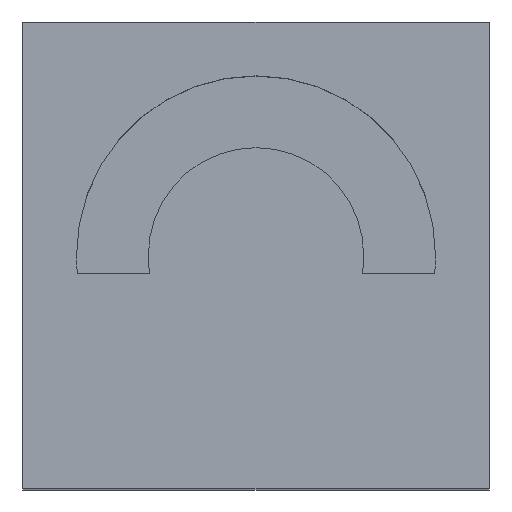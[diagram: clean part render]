
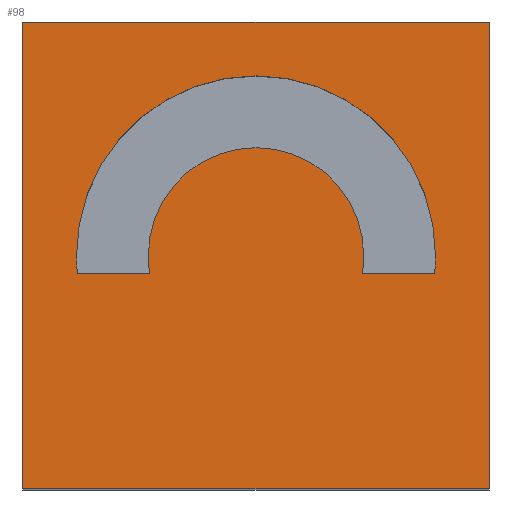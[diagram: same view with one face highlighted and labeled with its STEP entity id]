
A CAD part, top view. The second image highlights one B-rep face of the part: STEP entity #98.
In plain terms, the highlighted planar face has unit normal (0, 0, 1).
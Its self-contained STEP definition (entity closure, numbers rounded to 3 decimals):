
#1 = VERTEX_POINT ( 'NONE', #446 ) ;
#4 = ORIENTED_EDGE ( 'NONE', *, *, #313, .T. ) ;
#6 = DIRECTION ( 'NONE',  ( -1., 0., 0. ) ) ;
#9 = CARTESIAN_POINT ( 'NONE',  ( 5., -29.58, 200. ) ) ;
#13 = EDGE_CURVE ( 'NONE', #437, #20, #102, .T. ) ;
#20 = VERTEX_POINT ( 'NONE', #106 ) ;
#21 = AXIS2_PLACEMENT_3D ( 'NONE', #35, #157, #512 ) ;
#23 = CARTESIAN_POINT ( 'NONE',  ( 0., 0., 200. ) ) ;
#29 = LINE ( 'NONE', #350, #232 ) ;
#30 = CARTESIAN_POINT ( 'NONE',  ( 0., 0., 200. ) ) ;
#33 = LINE ( 'NONE', #352, #229 ) ;
#35 = CARTESIAN_POINT ( 'NONE',  ( 0., 0., 200. ) ) ;
#42 = VERTEX_POINT ( 'NONE', #191 ) ;
#50 = VERTEX_POINT ( 'NONE', #428 ) ;
#60 = DIRECTION ( 'NONE',  ( 0., 0., 1. ) ) ;
#61 = VECTOR ( 'NONE', #207, 1000. ) ;
#65 = DIRECTION ( 'NONE',  ( 0., 0., 1. ) ) ;
#66 = AXIS2_PLACEMENT_3D ( 'NONE', #410, #335, #258 ) ;
#70 = CARTESIAN_POINT ( 'NONE',  ( 0., 0., 200. ) ) ;
#71 = ORIENTED_EDGE ( 'NONE', *, *, #387, .F. ) ;
#85 = CIRCLE ( 'NONE', #185, 50. ) ;
#88 = CIRCLE ( 'NONE', #256, 30. ) ;
#90 = ORIENTED_EDGE ( 'NONE', *, *, #330, .T. ) ;
#98 = ADVANCED_FACE ( 'NONE', ( #389, #502 ), #381, .T. ) ;
#102 = CIRCLE ( 'NONE', #226, 50. ) ;
#105 = EDGE_CURVE ( 'NONE', #124, #50, #88, .T. ) ;
#106 = CARTESIAN_POINT ( 'NONE',  ( 0., -50., 200. ) ) ;
#108 = AXIS2_PLACEMENT_3D ( 'NONE', #476, #435, #397 ) ;
#117 = ORIENTED_EDGE ( 'NONE', *, *, #178, .T. ) ;
#122 = CARTESIAN_POINT ( 'NONE',  ( 0., 50., 200. ) ) ;
#124 = VERTEX_POINT ( 'NONE', #426 ) ;
#132 = ORIENTED_EDGE ( 'NONE', *, *, #13, .F. ) ;
#141 = DIRECTION ( 'NONE',  ( 0., -1., 0. ) ) ;
#154 = CIRCLE ( 'NONE', #21, 30. ) ;
#157 = DIRECTION ( 'NONE',  ( 0., 0., 1. ) ) ;
#161 = EDGE_CURVE ( 'NONE', #332, #412, #29, .T. ) ;
#165 = CARTESIAN_POINT ( 'NONE',  ( -65., 0., 200. ) ) ;
#166 = LINE ( 'NONE', #247, #425 ) ;
#169 = CARTESIAN_POINT ( 'NONE',  ( 0., -65., 200. ) ) ;
#172 = VERTEX_POINT ( 'NONE', #250 ) ;
#173 = ORIENTED_EDGE ( 'NONE', *, *, #105, .T. ) ;
#176 = ORIENTED_EDGE ( 'NONE', *, *, #341, .T. ) ;
#178 = EDGE_CURVE ( 'NONE', #434, #42, #166, .T. ) ;
#185 = AXIS2_PLACEMENT_3D ( 'NONE', #70, #197, #318 ) ;
#191 = CARTESIAN_POINT ( 'NONE',  ( 5., -49.749, 200. ) ) ;
#197 = DIRECTION ( 'NONE',  ( 0., 0., 1. ) ) ;
#207 = DIRECTION ( 'NONE',  ( 0., -1., 0. ) ) ;
#210 = CARTESIAN_POINT ( 'NONE',  ( 5., 49.749, 200. ) ) ;
#213 = CIRCLE ( 'NONE', #66, 50. ) ;
#226 = AXIS2_PLACEMENT_3D ( 'NONE', #342, #307, #270 ) ;
#229 = VECTOR ( 'NONE', #241, 1000. ) ;
#232 = VECTOR ( 'NONE', #511, 1000. ) ;
#234 = DIRECTION ( 'NONE',  ( 0., -1., 0. ) ) ;
#241 = DIRECTION ( 'NONE',  ( 0., -1., 0. ) ) ;
#247 = CARTESIAN_POINT ( 'NONE',  ( 5., 0., 200. ) ) ;
#250 = CARTESIAN_POINT ( 'NONE',  ( -65., -65., 200. ) ) ;
#254 = ORIENTED_EDGE ( 'NONE', *, *, #400, .T. ) ;
#256 = AXIS2_PLACEMENT_3D ( 'NONE', #23, #60, #234 ) ;
#258 = DIRECTION ( 'NONE',  ( 0., -1., 0. ) ) ;
#260 = EDGE_CURVE ( 'NONE', #365, #437, #85, .T. ) ;
#264 = DIRECTION ( 'NONE',  ( -1., 0., 0. ) ) ;
#270 = DIRECTION ( 'NONE',  ( 0., -1., 0. ) ) ;
#279 = ORIENTED_EDGE ( 'NONE', *, *, #161, .F. ) ;
#293 = VERTEX_POINT ( 'NONE', #404 ) ;
#297 = CARTESIAN_POINT ( 'NONE',  ( 0., 65., 200. ) ) ;
#299 = VECTOR ( 'NONE', #264, 1000. ) ;
#307 = DIRECTION ( 'NONE',  ( 0., 0., 1. ) ) ;
#313 = EDGE_CURVE ( 'NONE', #365, #293, #33, .T. ) ;
#316 = DIRECTION ( 'NONE',  ( 0., -1., 0. ) ) ;
#318 = DIRECTION ( 'NONE',  ( 0., -1., 0. ) ) ;
#328 = LINE ( 'NONE', #165, #61 ) ;
#329 = LINE ( 'NONE', #169, #515 ) ;
#330 = EDGE_CURVE ( 'NONE', #293, #124, #154, .T. ) ;
#332 = VERTEX_POINT ( 'NONE', #402 ) ;
#335 = DIRECTION ( 'NONE',  ( 0., 0., 1. ) ) ;
#341 = EDGE_CURVE ( 'NONE', #50, #434, #421, .T. ) ;
#342 = CARTESIAN_POINT ( 'NONE',  ( 0., 0., 200. ) ) ;
#350 = CARTESIAN_POINT ( 'NONE',  ( 65., 0., 200. ) ) ;
#352 = CARTESIAN_POINT ( 'NONE',  ( 5., 0., 200. ) ) ;
#365 = VERTEX_POINT ( 'NONE', #210 ) ;
#378 = ORIENTED_EDGE ( 'NONE', *, *, #510, .F. ) ;
#381 = PLANE ( 'NONE',  #472 ) ;
#387 = EDGE_CURVE ( 'NONE', #412, #172, #329, .T. ) ;
#389 = FACE_BOUND ( 'NONE', #406, .T. ) ;
#396 = CARTESIAN_POINT ( 'NONE',  ( 65., -65., 200. ) ) ;
#397 = DIRECTION ( 'NONE',  ( 0., -1., 0. ) ) ;
#399 = ORIENTED_EDGE ( 'NONE', *, *, #503, .T. ) ;
#400 = EDGE_CURVE ( 'NONE', #1, #172, #328, .T. ) ;
#402 = CARTESIAN_POINT ( 'NONE',  ( 65., 65., 200. ) ) ;
#404 = CARTESIAN_POINT ( 'NONE',  ( 5., 29.58, 200. ) ) ;
#406 = EDGE_LOOP ( 'NONE', ( #90, #173, #176, #117, #378, #132, #456, #4 ) ) ;
#410 = CARTESIAN_POINT ( 'NONE',  ( 0., 0., 200. ) ) ;
#412 = VERTEX_POINT ( 'NONE', #396 ) ;
#421 = CIRCLE ( 'NONE', #108, 30. ) ;
#425 = VECTOR ( 'NONE', #316, 1000. ) ;
#426 = CARTESIAN_POINT ( 'NONE',  ( 0., 30., 200. ) ) ;
#428 = CARTESIAN_POINT ( 'NONE',  ( 0., -30., 200. ) ) ;
#434 = VERTEX_POINT ( 'NONE', #9 ) ;
#435 = DIRECTION ( 'NONE',  ( 0., 0., 1. ) ) ;
#437 = VERTEX_POINT ( 'NONE', #122 ) ;
#446 = CARTESIAN_POINT ( 'NONE',  ( -65., 65., 200. ) ) ;
#451 = LINE ( 'NONE', #297, #299 ) ;
#456 = ORIENTED_EDGE ( 'NONE', *, *, #260, .F. ) ;
#472 = AXIS2_PLACEMENT_3D ( 'NONE', #30, #65, #141 ) ;
#476 = CARTESIAN_POINT ( 'NONE',  ( 0., 0., 200. ) ) ;
#486 = EDGE_LOOP ( 'NONE', ( #71, #279, #399, #254 ) ) ;
#502 = FACE_OUTER_BOUND ( 'NONE', #486, .T. ) ;
#503 = EDGE_CURVE ( 'NONE', #332, #1, #451, .T. ) ;
#510 = EDGE_CURVE ( 'NONE', #20, #42, #213, .T. ) ;
#511 = DIRECTION ( 'NONE',  ( 0., -1., 0. ) ) ;
#512 = DIRECTION ( 'NONE',  ( 0., -1., 0. ) ) ;
#515 = VECTOR ( 'NONE', #6, 1000. ) ;
